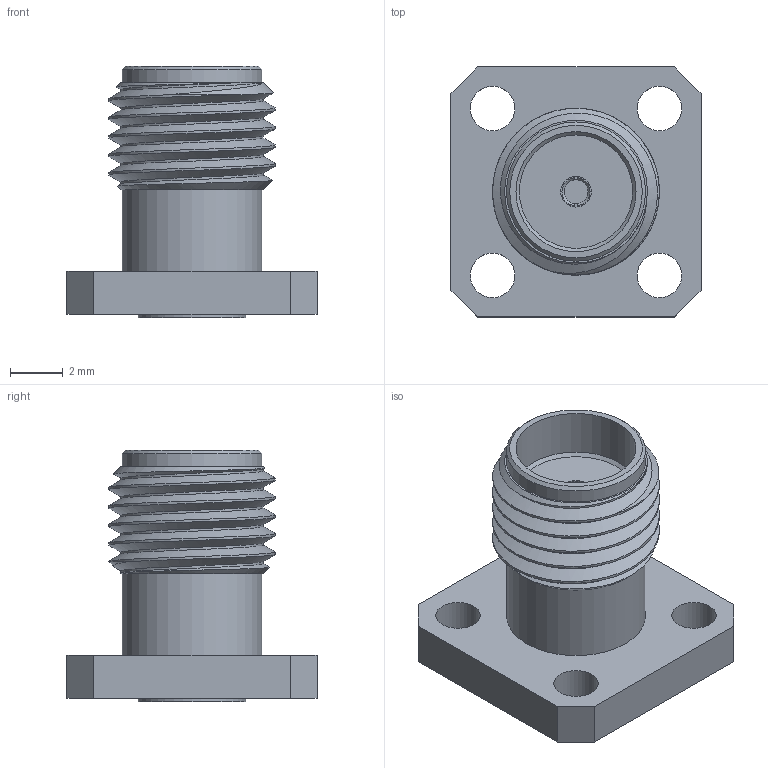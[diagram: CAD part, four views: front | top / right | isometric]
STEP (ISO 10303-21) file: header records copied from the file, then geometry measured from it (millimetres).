
FILE_DESCRIPTION (( 'STEP AP203' ), '1' );
FILE_NAME ('PE45718_3D.step', '2022-01-26T20:31:22', ( '' ), ( '' ), 'SwSTEP 2.0', 'SolidWorks 2021', '' );
FILE_SCHEMA (( 'CONFIG_CONTROL_DESIGN' ));
Length unit declared in the file: millimetre
Products named in the file (1): PE45718_3D
Bounding box: 9.52 x 9.52 x 9.58 mm (x, y, z)
Volume: 287.5 mm3; surface area: 526.9 mm2
Topology: 2 solids, 2 shells, 73 faces, 183 edges, 122 vertices
Faces by surface type: plane 44, cylinder 16, cone 10, bspline 3
Full cylindrical faces by diameter (mm): 0.23 x1, 0.738 x1, 0.914 x1, 1.168 x1, 1.7 x4, 1.79 x2, 4.08 x1, 4.131 x1, 4.572 x1, 5.3 x2
Entity records: 3132 total; most frequent: CARTESIAN_POINT 1395, DIRECTION 338, ORIENTED_EDGE 320, EDGE_CURVE 160, AXIS2_PLACEMENT_3D 133, VERTEX_POINT 116, EDGE_LOOP 108, FACE_OUTER_BOUND 88
